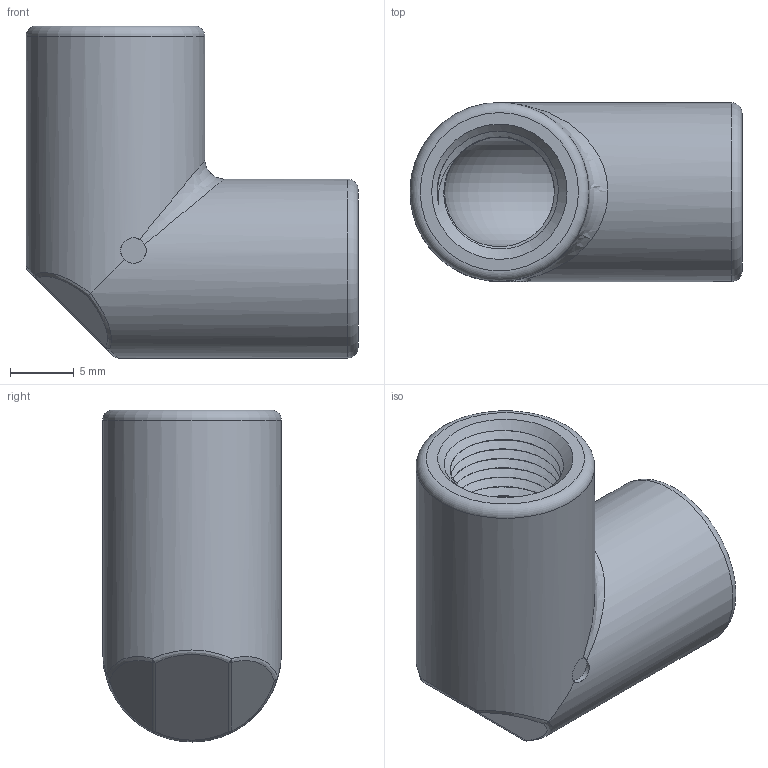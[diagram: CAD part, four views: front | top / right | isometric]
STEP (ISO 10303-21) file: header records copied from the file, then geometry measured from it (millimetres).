
FILE_DESCRIPTION(/* description */ ('Unknown'),/* implementation_level */ '2;1');
FILE_NAME(/* name */ '20200814-R-222-DN3',/* time_stamp */ '2020-08-14T17:41:31+08:00',/* author */ ('Unknown'),/* organization */ ('Unknown'),/* preprocessor_version */ 'ST-DEVELOPER v16.7',/* originating_system */ 'DEX',/* authorisation */ $);
FILE_SCHEMA (('AUTOMOTIVE_DESIGN {1 0 10303 214 3 1 1}'));
Length unit declared in the file: millimetre
Products named in the file (1): DN3
Bounding box: 26 x 14 x 26 mm (x, y, z)
Surface area: 3159.1 mm2 (no closed solid volume)
Topology: 0 solids, 1 shells, 62 faces, 220 edges, 157 vertices
Faces by surface type: cylinder 29, bspline 16, plane 8, sphere 4, torus 3, cone 2
Full cylindrical faces by diameter (mm): 2.003 x1, 8.6 x23, 14 x2
Entity records: 8512 total; most frequent: CARTESIAN_POINT 7310, ORIENTED_EDGE 368, EDGE_CURVE 184, VERTEX_POINT 156, DIRECTION 132, AXIS2_PLACEMENT_3D 61, EDGE_LOOP 52, FACE_BOUND 52
